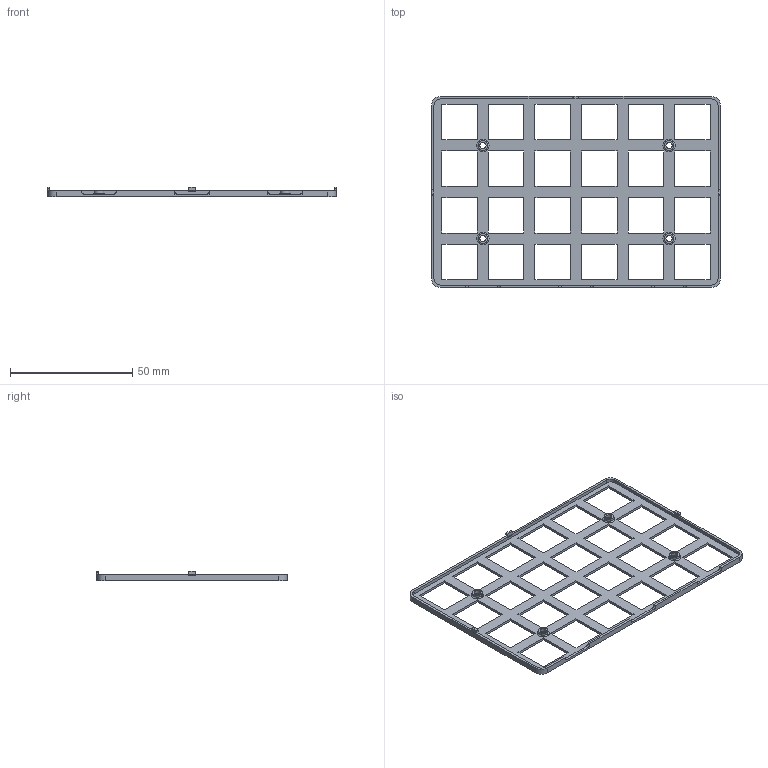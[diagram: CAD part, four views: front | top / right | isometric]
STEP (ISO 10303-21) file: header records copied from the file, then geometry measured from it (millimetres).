
FILE_DESCRIPTION(('FreeCAD Model'),'2;1');
FILE_NAME('Open CASCADE Shape Model','2023-02-18T17:59:03',(''),(''), 'Open CASCADE STEP processor 7.6','FreeCAD','Unknown');
FILE_SCHEMA(('AUTOMOTIVE_DESIGN { 1 0 10303 214 1 1 1 1 }'));
Length unit declared in the file: millimetre
Products named in the file (2): Part; Body
Assembly tree (1 placements, depth 2):
  Part
    Body
Bounding box: 118 x 78 x 3.9 mm (x, y, z)
Volume: 4644.5 mm3; surface area: 11150.9 mm2
Topology: 1 solids, 1 shells, 193 faces, 529 edges, 342 vertices
Faces by surface type: plane 157, cylinder 28, cone 4, torus 4
Full cylindrical faces by diameter (mm): 2.5 x4, 4 x4
Entity records: 13074 total; most frequent: CARTESIAN_POINT 2184, DIRECTION 2035, LINE 1463, VECTOR 1463, ORIENTED_EDGE 1058, PCURVE 1058, DEFINITIONAL_REPRESENTATION 1058, EDGE_CURVE 529
